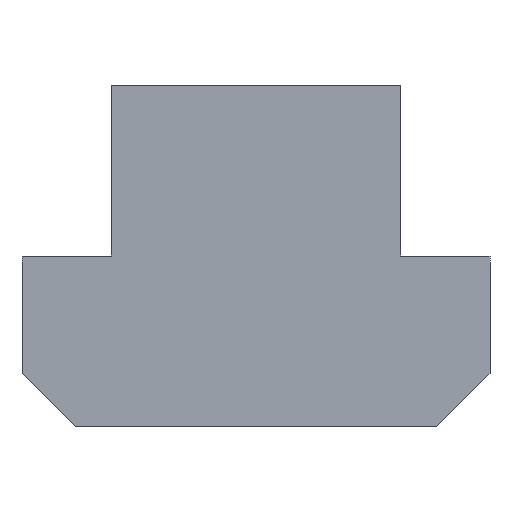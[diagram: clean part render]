
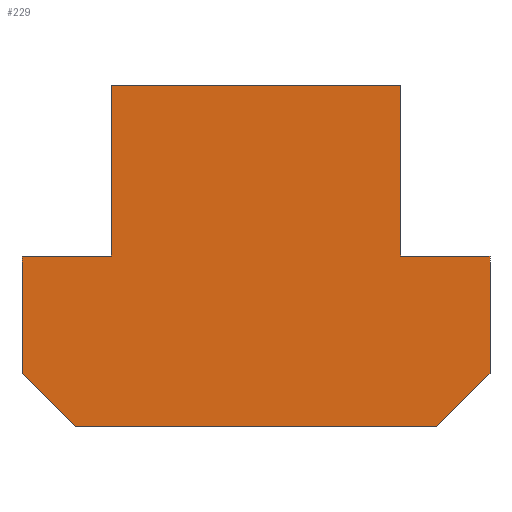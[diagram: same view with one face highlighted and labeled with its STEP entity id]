
A CAD part, front view. The second image highlights one B-rep face of the part: STEP entity #229.
In plain terms, the highlighted planar face has unit normal (0, -1, 0).
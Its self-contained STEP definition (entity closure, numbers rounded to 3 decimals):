
#107=VERTEX_POINT('',#289);
#113=EDGE_CURVE('',#133,#243,#295,.T.);
#133=VERTEX_POINT('',#319);
#135=EDGE_CURVE('',#163,#133,#321,.T.);
#137=VERTEX_POINT('',#323);
#145=EDGE_CURVE('',#137,#163,#331,.T.);
#161=EDGE_CURVE('',#179,#175,#348,.T.);
#163=VERTEX_POINT('',#350);
#175=VERTEX_POINT('',#363);
#177=EDGE_CURVE('',#205,#179,#365,.T.);
#179=VERTEX_POINT('',#367);
#195=EDGE_CURVE('',#221,#205,#384,.T.);
#205=VERTEX_POINT('',#395);
#215=EDGE_CURVE('',#107,#221,#407,.T.);
#221=VERTEX_POINT('',#414);
#223=EDGE_CURVE('',#175,#137,#416,.T.);
#229=ADVANCED_FACE('',(#423),#424,.T.);
#239=EDGE_CURVE('',#243,#263,#435,.T.);
#243=VERTEX_POINT('',#439);
#255=EDGE_CURVE('',#263,#107,#454,.T.);
#263=VERTEX_POINT('',#463);
#289=CARTESIAN_POINT('',(-8.5,-11.0,-8.0));
#295=LINE('',#486,#487);
#319=CARTESIAN_POINT('',(11.0,-11.0,0.0));
#321=LINE('',#520,#521);
#323=CARTESIAN_POINT('',(6.8,-11.0,8.0));
#331=LINE('',#536,#537);
#348=LINE('',#562,#563);
#350=CARTESIAN_POINT('',(6.8,-11.0,0.0));
#363=CARTESIAN_POINT('',(-6.8,-11.0,8.0));
#365=LINE('',#584,#585);
#367=CARTESIAN_POINT('',(-6.8,-11.0,0.0));
#384=LINE('',#612,#613);
#395=CARTESIAN_POINT('',(-11.,-11.0,0.0));
#407=LINE('',#645,#646);
#414=CARTESIAN_POINT('',(-11.,-11.0,-5.5));
#416=LINE('',#658,#659);
#423=FACE_OUTER_BOUND('',#668,.T.);
#424=PLANE('',#669);
#435=LINE('',#683,#684);
#439=CARTESIAN_POINT('',(11.0,-11.0,-5.5));
#454=LINE('',#710,#711);
#463=CARTESIAN_POINT('',(8.5,-11.0,-8.0));
#486=CARTESIAN_POINT('',(11.0,-11.0,-5.5));
#487=VECTOR('',#740,1.0);
#520=CARTESIAN_POINT('',(11.0,-11.0,0.0));
#521=VECTOR('',#776,1.0);
#536=CARTESIAN_POINT('',(6.8,-11.0,0.0));
#537=VECTOR('',#779,1.0);
#562=CARTESIAN_POINT('',(-6.8,-11.0,8.0));
#563=VECTOR('',#800,1.0);
#584=CARTESIAN_POINT('',(-6.8,-11.0,0.0));
#585=VECTOR('',#813,1.0);
#612=CARTESIAN_POINT('',(-11.,-11.0,0.0));
#613=VECTOR('',#828,1.0);
#645=CARTESIAN_POINT('',(-11.,-11.0,-5.5));
#646=VECTOR('',#851,1.0);
#658=CARTESIAN_POINT('',(6.8,-11.0,8.0));
#659=VECTOR('',#861,1.0);
#668=EDGE_LOOP('',(#872,#873,#874,#875,#876,#877,#878,#879,#880,#881));
#669=AXIS2_PLACEMENT_3D('',#882,#883,#884);
#683=CARTESIAN_POINT('',(8.5,-11.0,-8.0));
#684=VECTOR('',#894,1.0);
#710=CARTESIAN_POINT('',(-8.5,-11.0,-8.0));
#711=VECTOR('',#921,1.0);
#740=DIRECTION('',(0.0,0.,-1.0));
#776=DIRECTION('',(1.0,0.0,0.0));
#779=DIRECTION('',(0.0,0.,-1.0));
#800=DIRECTION('',(0.0,0.,1.0));
#813=DIRECTION('',(1.0,0.0,0.0));
#828=DIRECTION('',(0.0,0.,1.0));
#851=DIRECTION('',(-0.707,0.,0.707));
#861=DIRECTION('',(1.0,0.0,0.0));
#872=ORIENTED_EDGE('',*,*,#239,.F.);
#873=ORIENTED_EDGE('',*,*,#113,.F.);
#874=ORIENTED_EDGE('',*,*,#135,.F.);
#875=ORIENTED_EDGE('',*,*,#145,.F.);
#876=ORIENTED_EDGE('',*,*,#223,.F.);
#877=ORIENTED_EDGE('',*,*,#161,.F.);
#878=ORIENTED_EDGE('',*,*,#177,.F.);
#879=ORIENTED_EDGE('',*,*,#195,.F.);
#880=ORIENTED_EDGE('',*,*,#215,.F.);
#881=ORIENTED_EDGE('',*,*,#255,.F.);
#882=CARTESIAN_POINT('',(0.,-11.0,-0.564));
#883=DIRECTION('',(0.0,-1.0,0.));
#884=DIRECTION('',(1.0,0.0,0.0));
#894=DIRECTION('',(-0.707,0.,-0.707));
#921=DIRECTION('',(-1.0,0.0,0.0));
